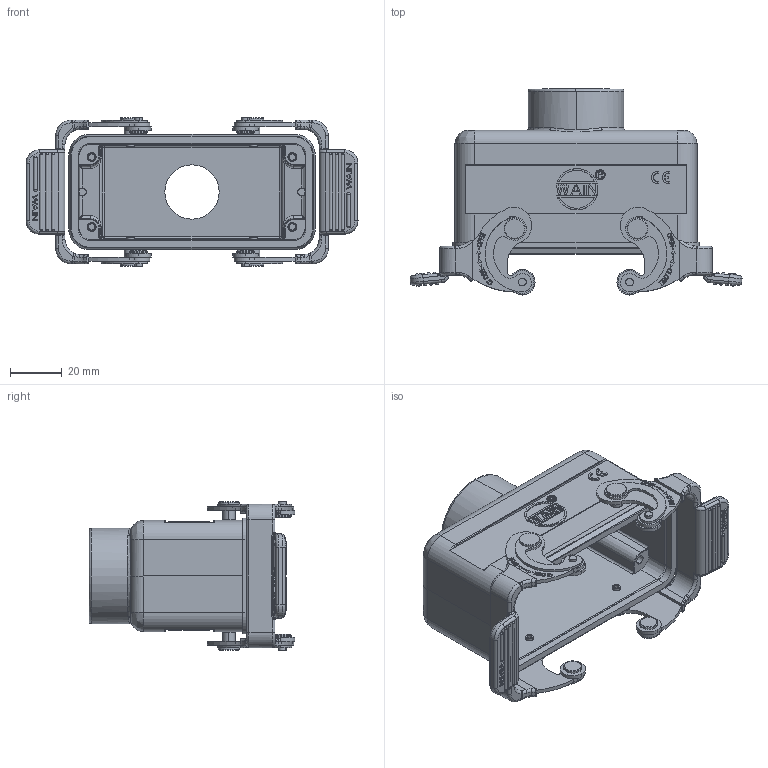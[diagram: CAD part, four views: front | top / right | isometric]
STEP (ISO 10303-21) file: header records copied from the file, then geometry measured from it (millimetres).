
FILE_DESCRIPTION(/* description */ (''),/* implementation_level */ '2;1');
FILE_NAME(/* name */ '3D_1240167411003_HV16B-CCT-2L_SC-M25_V1.1.stp',/* time_stamp */ '2024-01-10T13:02:55+08:00',/* author */ (''),/* organization */ (''),/* preprocessor_version */ 'ST-DEVELOPER v18.1',/* originating_system */ 'SIEMENS PLM Software NX 1980',/* authorisation */ '');
FILE_SCHEMA (('AUTOMOTIVE_DESIGN { 1 0 10303 214 3 1 1 1 }'));
Products named in the file (1): 1459141CBC7C10c5
Bounding box: 128.26 x 79.53 x 57.5 mm (x, y, z)
Volume: 76503.1 mm3; surface area: 48952.3 mm2
Topology: 7 solids, 7 shells, 1642 faces, 4351 edges, 2857 vertices
Faces by surface type: plane 826, cylinder 431, torus 118, extrusion 88, cone 84, bspline 56, sphere 37, revolution 2
Entity records: 63281 total; most frequent: CARTESIAN_POINT 15964, ORIENTED_EDGE 8620, DIRECTION 7722, EDGE_CURVE 4310, VERTEX_POINT 2857, AXIS2_PLACEMENT_3D 2687, VECTOR 2346, LINE 2258
